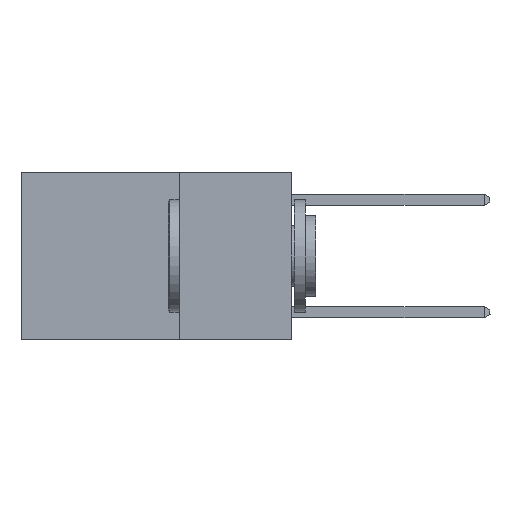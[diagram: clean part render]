
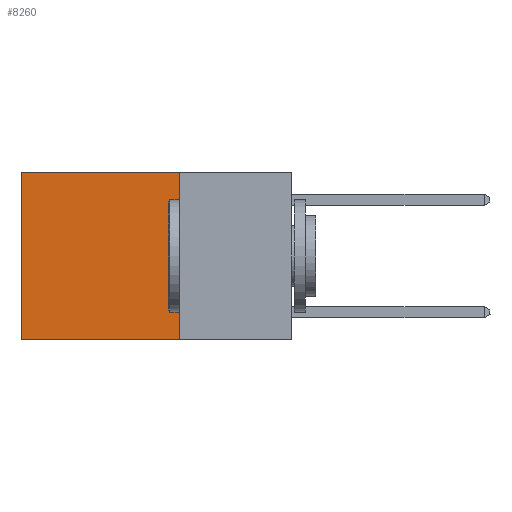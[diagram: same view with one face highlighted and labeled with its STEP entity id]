
A CAD part, left-side view. The second image highlights one B-rep face of the part: STEP entity #8260.
In plain terms, the highlighted planar face has unit normal (-1, 0, 0).
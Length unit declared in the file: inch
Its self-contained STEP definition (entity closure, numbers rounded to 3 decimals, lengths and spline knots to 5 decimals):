
#1686 = PLANE ( 'NONE',  #1903 ) ;
#1903 = AXIS2_PLACEMENT_3D ( 'NONE', #17544, #7362, #19171 ) ;
#2134 = VERTEX_POINT ( 'NONE', #13455 ) ;
#3163 = ORIENTED_EDGE ( 'NONE', *, *, #3274, .T. ) ;
#3210 = ORIENTED_EDGE ( 'NONE', *, *, #5064, .F. ) ;
#3274 = EDGE_CURVE ( 'NONE', #12536, #7494, #16693, .T. ) ;
#3663 = VECTOR ( 'NONE', #12319, 39.37008 ) ;
#3765 = ORIENTED_EDGE ( 'NONE', *, *, #14745, .F. ) ;
#3905 = ORIENTED_EDGE ( 'NONE', *, *, #8731, .T. ) ;
#4023 = LINE ( 'NONE', #20524, #3663 ) ;
#4696 = CARTESIAN_POINT ( 'NONE',  ( 0.2625, 0.25, -0.37 ) ) ;
#5064 = EDGE_CURVE ( 'NONE', #10038, #7494, #5551, .T. ) ;
#5471 = LINE ( 'NONE', #16655, #15192 ) ;
#5551 = LINE ( 'NONE', #4696, #5692 ) ;
#5692 = VECTOR ( 'NONE', #16813, 39.37008 ) ;
#5847 = FACE_OUTER_BOUND ( 'NONE', #16347, .T. ) ;
#5930 = DIRECTION ( 'NONE',  ( 0., 0., -1. ) ) ;
#7362 = DIRECTION ( 'NONE',  ( 1., 0., 0. ) ) ;
#7494 = VERTEX_POINT ( 'NONE', #20560 ) ;
#8260 = ADVANCED_FACE ( 'NONE', ( #5847 ), #1686, .F. ) ;
#8731 = EDGE_CURVE ( 'NONE', #2134, #12536, #4023, .T. ) ;
#10038 = VERTEX_POINT ( 'NONE', #15492 ) ;
#12319 = DIRECTION ( 'NONE',  ( 0., 1., 0. ) ) ;
#12536 = VERTEX_POINT ( 'NONE', #19017 ) ;
#12830 = CARTESIAN_POINT ( 'NONE',  ( 0.2625, 0.6, 0. ) ) ;
#13455 = CARTESIAN_POINT ( 'NONE',  ( 0.2625, 0.25, 0. ) ) ;
#14745 = EDGE_CURVE ( 'NONE', #2134, #10038, #5471, .T. ) ;
#14974 = DIRECTION ( 'NONE',  ( 0., 0., -1. ) ) ;
#15192 = VECTOR ( 'NONE', #14974, 39.37008 ) ;
#15492 = CARTESIAN_POINT ( 'NONE',  ( 0.2625, 0.25, -0.37 ) ) ;
#16347 = EDGE_LOOP ( 'NONE', ( #3163, #3210, #3765, #3905 ) ) ;
#16655 = CARTESIAN_POINT ( 'NONE',  ( 0.2625, 0.25, 0. ) ) ;
#16667 = VECTOR ( 'NONE', #5930, 39.37008 ) ;
#16693 = LINE ( 'NONE', #12830, #16667 ) ;
#16813 = DIRECTION ( 'NONE',  ( 0., 1., 0. ) ) ;
#17544 = CARTESIAN_POINT ( 'NONE',  ( 0.2625, 0.25, 0. ) ) ;
#19017 = CARTESIAN_POINT ( 'NONE',  ( 0.2625, 0.6, 0. ) ) ;
#19171 = DIRECTION ( 'NONE',  ( 0., 0., -1. ) ) ;
#20524 = CARTESIAN_POINT ( 'NONE',  ( 0.2625, 0.25, 0. ) ) ;
#20560 = CARTESIAN_POINT ( 'NONE',  ( 0.2625, 0.6, -0.37 ) ) ;
